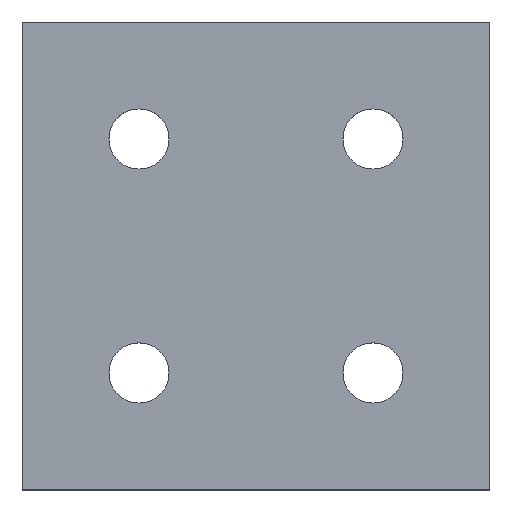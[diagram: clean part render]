
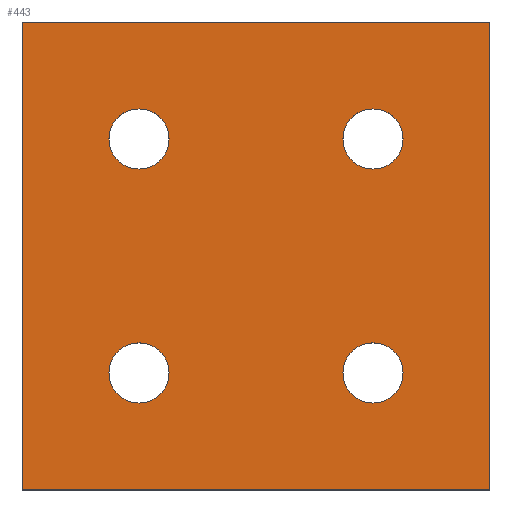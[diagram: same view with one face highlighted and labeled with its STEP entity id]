
A CAD part, top view. The second image highlights one B-rep face of the part: STEP entity #443.
In plain terms, the highlighted planar face has unit normal (0, 0, 1).
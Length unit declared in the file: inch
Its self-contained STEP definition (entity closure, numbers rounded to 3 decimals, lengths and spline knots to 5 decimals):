
#2 = FACE_BOUND ( 'NONE', #168, .T. ) ;
#5 = AXIS2_PLACEMENT_3D ( 'NONE', #58, #180, #518 ) ;
#6 = CARTESIAN_POINT ( 'NONE',  ( 1.5, 0.5, 0.09375 ) ) ;
#12 = CARTESIAN_POINT ( 'NONE',  ( 0.5, 0.5, 0.09375 ) ) ;
#16 = CIRCLE ( 'NONE', #514, 0.1285 ) ;
#18 = EDGE_LOOP ( 'NONE', ( #371, #363, #24, #519 ) ) ;
#24 = ORIENTED_EDGE ( 'NONE', *, *, #339, .T. ) ;
#25 = EDGE_CURVE ( 'NONE', #145, #152, #69, .T. ) ;
#29 = CIRCLE ( 'NONE', #265, 0.1285 ) ;
#31 = ORIENTED_EDGE ( 'NONE', *, *, #25, .F. ) ;
#32 = AXIS2_PLACEMENT_3D ( 'NONE', #436, #150, #193 ) ;
#36 = CARTESIAN_POINT ( 'NONE',  ( 1.6285, 0.5, 0.09375 ) ) ;
#42 = LINE ( 'NONE', #247, #382 ) ;
#47 = DIRECTION ( 'NONE',  ( 0., 1., 0. ) ) ;
#48 = DIRECTION ( 'NONE',  ( 1., 0., 0. ) ) ;
#53 = DIRECTION ( 'NONE',  ( 0., 0., 1. ) ) ;
#58 = CARTESIAN_POINT ( 'NONE',  ( 1.5, 1.5, 0.09375 ) ) ;
#60 = CARTESIAN_POINT ( 'NONE',  ( 0., 0., 0.09375 ) ) ;
#69 = CIRCLE ( 'NONE', #331, 0.1285 ) ;
#71 = VERTEX_POINT ( 'NONE', #394 ) ;
#75 = DIRECTION ( 'NONE',  ( 1., 0., 0. ) ) ;
#77 = CARTESIAN_POINT ( 'NONE',  ( 1.3715, 1.5, 0.09375 ) ) ;
#80 = CIRCLE ( 'NONE', #244, 0.1285 ) ;
#88 = AXIS2_PLACEMENT_3D ( 'NONE', #268, #312, #354 ) ;
#91 = CARTESIAN_POINT ( 'NONE',  ( 0.5, 0.5, 0.09375 ) ) ;
#94 = CIRCLE ( 'NONE', #276, 0.1285 ) ;
#102 = VERTEX_POINT ( 'NONE', #236 ) ;
#107 = VERTEX_POINT ( 'NONE', #201 ) ;
#108 = VERTEX_POINT ( 'NONE', #77 ) ;
#112 = FACE_BOUND ( 'NONE', #286, .T. ) ;
#115 = VECTOR ( 'NONE', #344, 39.37008 ) ;
#125 = ORIENTED_EDGE ( 'NONE', *, *, #238, .F. ) ;
#135 = CARTESIAN_POINT ( 'NONE',  ( 0.5, 1.5, 0.09375 ) ) ;
#139 = ORIENTED_EDGE ( 'NONE', *, *, #285, .F. ) ;
#144 = EDGE_CURVE ( 'NONE', #71, #181, #80, .T. ) ;
#145 = VERTEX_POINT ( 'NONE', #36 ) ;
#147 = DIRECTION ( 'NONE',  ( 0., 0., 1. ) ) ;
#149 = DIRECTION ( 'NONE',  ( 1., 0., 0. ) ) ;
#150 = DIRECTION ( 'NONE',  ( 0., 0., 1. ) ) ;
#152 = VERTEX_POINT ( 'NONE', #494 ) ;
#167 = EDGE_CURVE ( 'NONE', #296, #102, #42, .T. ) ;
#168 = EDGE_LOOP ( 'NONE', ( #532, #31 ) ) ;
#170 = EDGE_LOOP ( 'NONE', ( #448, #412 ) ) ;
#172 = EDGE_CURVE ( 'NONE', #107, #319, #253, .T. ) ;
#174 = CARTESIAN_POINT ( 'NONE',  ( 1.5, 1.5, 0.09375 ) ) ;
#177 = DIRECTION ( 'NONE',  ( 0., 0., 1. ) ) ;
#178 = CARTESIAN_POINT ( 'NONE',  ( 2., 2., 0.09375 ) ) ;
#180 = DIRECTION ( 'NONE',  ( 0., 0., 1. ) ) ;
#181 = VERTEX_POINT ( 'NONE', #332 ) ;
#188 = CIRCLE ( 'NONE', #5, 0.1285 ) ;
#193 = DIRECTION ( 'NONE',  ( 1., 0., 0. ) ) ;
#200 = CARTESIAN_POINT ( 'NONE',  ( 2., 0., 0.09375 ) ) ;
#201 = CARTESIAN_POINT ( 'NONE',  ( 0., 2., 0.09375 ) ) ;
#206 = FACE_BOUND ( 'NONE', #423, .T. ) ;
#217 = EDGE_CURVE ( 'NONE', #458, #407, #94, .T. ) ;
#221 = LINE ( 'NONE', #178, #115 ) ;
#236 = CARTESIAN_POINT ( 'NONE',  ( 2., 2., 0.09375 ) ) ;
#238 = EDGE_CURVE ( 'NONE', #108, #367, #29, .T. ) ;
#243 = DIRECTION ( 'NONE',  ( 0., 0., 1. ) ) ;
#244 = AXIS2_PLACEMENT_3D ( 'NONE', #91, #243, #329 ) ;
#247 = CARTESIAN_POINT ( 'NONE',  ( 2., 2., 0.09375 ) ) ;
#250 = DIRECTION ( 'NONE',  ( 0., -1., 0. ) ) ;
#253 = LINE ( 'NONE', #328, #274 ) ;
#265 = AXIS2_PLACEMENT_3D ( 'NONE', #174, #53, #380 ) ;
#266 = CARTESIAN_POINT ( 'NONE',  ( 0.6285, 1.5, 0.09375 ) ) ;
#268 = CARTESIAN_POINT ( 'NONE',  ( 0., 0., 0.09375 ) ) ;
#274 = VECTOR ( 'NONE', #250, 39.37008 ) ;
#276 = AXIS2_PLACEMENT_3D ( 'NONE', #135, #177, #48 ) ;
#282 = ORIENTED_EDGE ( 'NONE', *, *, #144, .F. ) ;
#284 = DIRECTION ( 'NONE',  ( 1., 0., 0. ) ) ;
#285 = EDGE_CURVE ( 'NONE', #181, #71, #16, .T. ) ;
#286 = EDGE_LOOP ( 'NONE', ( #125, #325 ) ) ;
#296 = VERTEX_POINT ( 'NONE', #477 ) ;
#311 = EDGE_CURVE ( 'NONE', #367, #108, #188, .T. ) ;
#312 = DIRECTION ( 'NONE',  ( 0., 0., -1. ) ) ;
#319 = VERTEX_POINT ( 'NONE', #60 ) ;
#325 = ORIENTED_EDGE ( 'NONE', *, *, #311, .F. ) ;
#328 = CARTESIAN_POINT ( 'NONE',  ( 0., 0., 0.09375 ) ) ;
#329 = DIRECTION ( 'NONE',  ( 1., 0., 0. ) ) ;
#330 = DIRECTION ( 'NONE',  ( 0., 0., 1. ) ) ;
#331 = AXIS2_PLACEMENT_3D ( 'NONE', #6, #330, #284 ) ;
#332 = CARTESIAN_POINT ( 'NONE',  ( 0.3715, 0.5, 0.09375 ) ) ;
#333 = VECTOR ( 'NONE', #75, 39.37008 ) ;
#335 = FACE_BOUND ( 'NONE', #170, .T. ) ;
#337 = DIRECTION ( 'NONE',  ( 1., 0., 0. ) ) ;
#339 = EDGE_CURVE ( 'NONE', #102, #107, #221, .T. ) ;
#344 = DIRECTION ( 'NONE',  ( -1., 0., 0. ) ) ;
#345 = PLANE ( 'NONE',  #88 ) ;
#346 = DIRECTION ( 'NONE',  ( 0., 0., 1. ) ) ;
#348 = CIRCLE ( 'NONE', #32, 0.1285 ) ;
#354 = DIRECTION ( 'NONE',  ( -1., 0., 0. ) ) ;
#359 = LINE ( 'NONE', #200, #333 ) ;
#363 = ORIENTED_EDGE ( 'NONE', *, *, #167, .T. ) ;
#367 = VERTEX_POINT ( 'NONE', #475 ) ;
#371 = ORIENTED_EDGE ( 'NONE', *, *, #478, .T. ) ;
#375 = FACE_OUTER_BOUND ( 'NONE', #18, .T. ) ;
#377 = CIRCLE ( 'NONE', #489, 0.1285 ) ;
#380 = DIRECTION ( 'NONE',  ( 1., 0., 0. ) ) ;
#382 = VECTOR ( 'NONE', #47, 39.37008 ) ;
#394 = CARTESIAN_POINT ( 'NONE',  ( 0.6285, 0.5, 0.09375 ) ) ;
#395 = EDGE_CURVE ( 'NONE', #152, #145, #377, .T. ) ;
#407 = VERTEX_POINT ( 'NONE', #427 ) ;
#412 = ORIENTED_EDGE ( 'NONE', *, *, #217, .F. ) ;
#423 = EDGE_LOOP ( 'NONE', ( #139, #282 ) ) ;
#427 = CARTESIAN_POINT ( 'NONE',  ( 0.3715, 1.5, 0.09375 ) ) ;
#434 = CARTESIAN_POINT ( 'NONE',  ( 1.5, 0.5, 0.09375 ) ) ;
#436 = CARTESIAN_POINT ( 'NONE',  ( 0.5, 1.5, 0.09375 ) ) ;
#443 = ADVANCED_FACE ( 'NONE', ( #335, #206, #375, #2, #112 ), #345, .F. ) ;
#448 = ORIENTED_EDGE ( 'NONE', *, *, #471, .F. ) ;
#458 = VERTEX_POINT ( 'NONE', #266 ) ;
#471 = EDGE_CURVE ( 'NONE', #407, #458, #348, .T. ) ;
#475 = CARTESIAN_POINT ( 'NONE',  ( 1.6285, 1.5, 0.09375 ) ) ;
#477 = CARTESIAN_POINT ( 'NONE',  ( 2., 0., 0.09375 ) ) ;
#478 = EDGE_CURVE ( 'NONE', #319, #296, #359, .T. ) ;
#489 = AXIS2_PLACEMENT_3D ( 'NONE', #434, #346, #149 ) ;
#494 = CARTESIAN_POINT ( 'NONE',  ( 1.3715, 0.5, 0.09375 ) ) ;
#514 = AXIS2_PLACEMENT_3D ( 'NONE', #12, #147, #337 ) ;
#518 = DIRECTION ( 'NONE',  ( 1., 0., 0. ) ) ;
#519 = ORIENTED_EDGE ( 'NONE', *, *, #172, .T. ) ;
#532 = ORIENTED_EDGE ( 'NONE', *, *, #395, .F. ) ;
